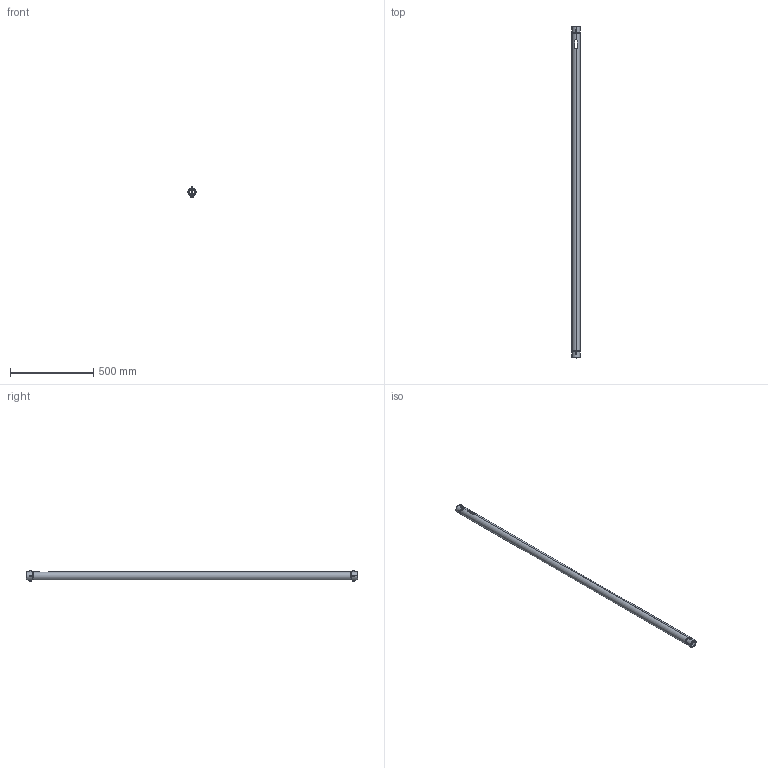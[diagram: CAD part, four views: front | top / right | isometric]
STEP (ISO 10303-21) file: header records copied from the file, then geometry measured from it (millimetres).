
FILE_DESCRIPTION (( 'STEP AP203' ), '1' );
FILE_NAME ('T45790.STEP', '2018-07-30T11:01:39', ( '' ), ( '' ), 'SwSTEP 2.0', 'SolidWorks 2016', '' );
FILE_SCHEMA (( 'CONFIG_CONTROL_DESIGN' ));
Length unit declared in the file: millimetre
Products named in the file (7): TH3116; TH3121_TH3124; TH3135; T45756; SW3dPS-nyloc nut, st stl a2 iso_M8 NYLOC; T45790; TH3117_TH3120
Assembly tree (8 placements, depth 3):
  T45790
    TH3121_TH3124
      TH3117_TH3120
      TH3116  x2
    T45756  x2
      TH3135
      SW3dPS-nyloc nut, st stl a2 iso_M8 NYLOC
Bounding box: 48.3 x 1999 x 66 mm (x, y, z)
Volume: 1224650.3 mm3; surface area: 564101.3 mm2
Topology: 7 solids, 7 shells, 162 faces, 372 edges, 220 vertices
Faces by surface type: cone 68, plane 38, cylinder 36, torus 20
Entity records: 4439 total; most frequent: CARTESIAN_POINT 1575, DIRECTION 450, ORIENTED_EDGE 428, EDGE_CURVE 214, AXIS2_PLACEMENT_3D 189, VERTEX_POINT 128, EDGE_LOOP 104, FACE_OUTER_BOUND 90
